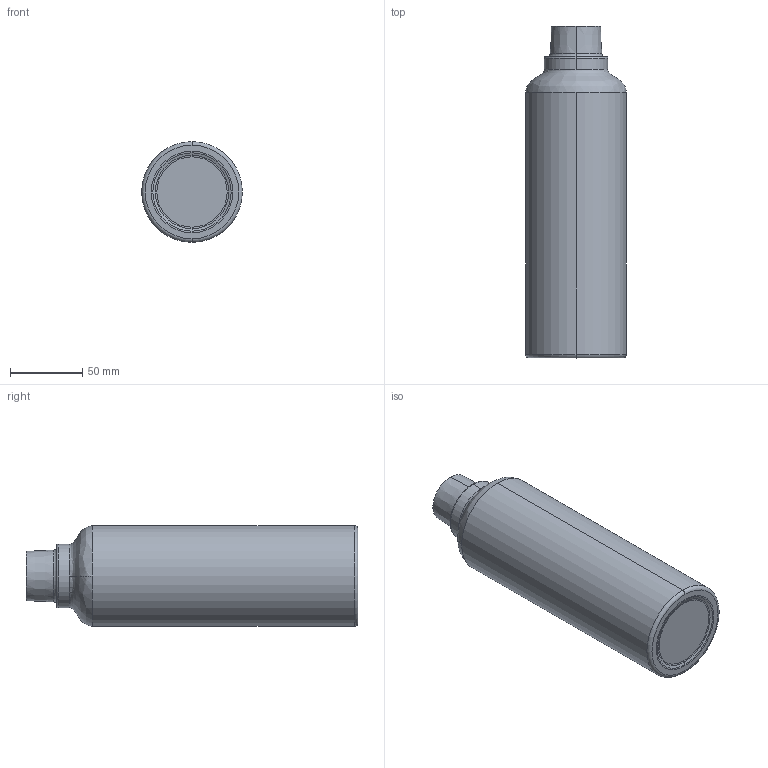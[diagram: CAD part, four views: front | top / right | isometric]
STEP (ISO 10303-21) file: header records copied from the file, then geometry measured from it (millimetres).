
FILE_DESCRIPTION (( 'STEP AP214' ), '1' );
FILE_NAME ('bottle.STEP', '2024-08-30T16:06:38', ( '' ), ( '' ), 'SwSTEP 2.0', 'SolidWorks 2015', '' );
FILE_SCHEMA (( 'AUTOMOTIVE_DESIGN' ));
Length unit declared in the file: millimetre
Products named in the file (1): bottle
Bounding box: 69.8 x 230 x 69.8 mm (x, y, z)
Volume: 780450 mm3; surface area: 52740.3 mm2
Topology: 1 solids, 1 shells, 25 faces, 52 edges, 32 vertices
Faces by surface type: torus 10, plane 5, cone 4, cylinder 4, bspline 2
Entity records: 762 total; most frequent: CARTESIAN_POINT 166, DIRECTION 140, ORIENTED_EDGE 104, AXIS2_PLACEMENT_3D 66, EDGE_CURVE 52, CIRCLE 42, VERTEX_POINT 32, EDGE_LOOP 28
